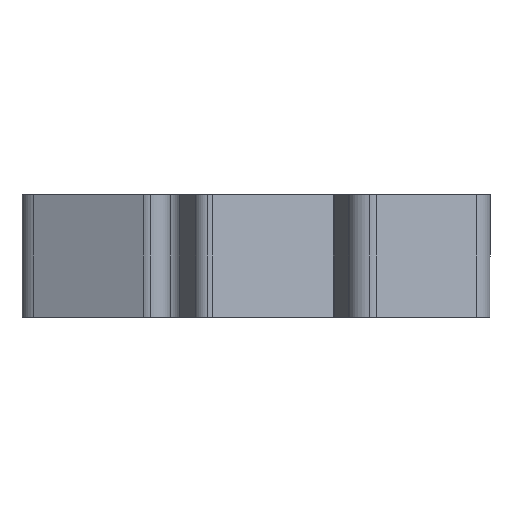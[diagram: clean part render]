
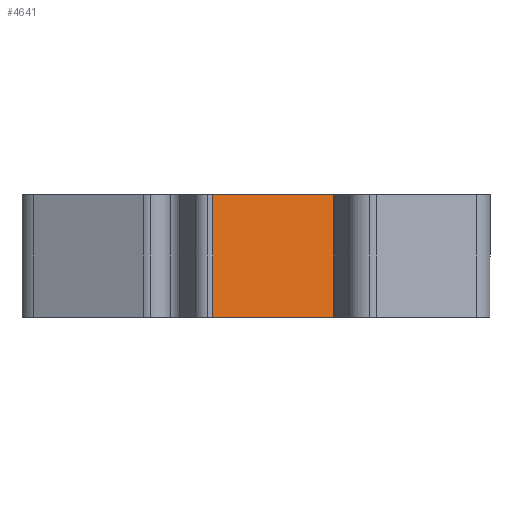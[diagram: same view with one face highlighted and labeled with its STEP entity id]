
A CAD part, left-side view. The second image highlights one B-rep face of the part: STEP entity #4641.
In plain terms, the highlighted planar face has unit normal (-0.932, -0.363, 0).
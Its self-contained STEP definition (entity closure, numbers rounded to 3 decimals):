
#14 = EDGE_CURVE ( 'NONE', #3118, #3667, #5172, .T. ) ;
#426 = CARTESIAN_POINT ( 'NONE',  ( -46.334, -18.034, 40. ) ) ;
#515 = EDGE_CURVE ( 'NONE', #3800, #2660, #3742, .T. ) ;
#774 = ORIENTED_EDGE ( 'NONE', *, *, #4357, .F. ) ;
#803 = CARTESIAN_POINT ( 'NONE',  ( -68.444, 38.771, 40. ) ) ;
#847 = DIRECTION ( 'NONE',  ( 0., 0., -1. ) ) ;
#916 = DIRECTION ( 'NONE',  ( -0.363, 0.932, 0. ) ) ;
#1517 = DIRECTION ( 'NONE',  ( 0.363, -0.932, 0. ) ) ;
#1748 = AXIS2_PLACEMENT_3D ( 'NONE', #426, #3343, #916 ) ;
#2044 = CARTESIAN_POINT ( 'NONE',  ( -48.468, -12.551, 0. ) ) ;
#2121 = DIRECTION ( 'NONE',  ( 0.363, -0.932, 0. ) ) ;
#2246 = DIRECTION ( 'NONE',  ( 0., 0., -1. ) ) ;
#2380 = EDGE_LOOP ( 'NONE', ( #3918, #774, #3085, #3985 ) ) ;
#2626 = VECTOR ( 'NONE', #2121, 1000. ) ;
#2660 = VERTEX_POINT ( 'NONE', #2044 ) ;
#2892 = CARTESIAN_POINT ( 'NONE',  ( -48.468, -12.551, 45. ) ) ;
#3085 = ORIENTED_EDGE ( 'NONE', *, *, #14, .F. ) ;
#3118 = VERTEX_POINT ( 'NONE', #3340 ) ;
#3218 = VECTOR ( 'NONE', #847, 1000. ) ;
#3272 = LINE ( 'NONE', #4905, #3218 ) ;
#3288 = PLANE ( 'NONE',  #1748 ) ;
#3331 = CARTESIAN_POINT ( 'NONE',  ( -46.334, -18.034, 0. ) ) ;
#3340 = CARTESIAN_POINT ( 'NONE',  ( -68.444, 38.771, 45. ) ) ;
#3343 = DIRECTION ( 'NONE',  ( 0.932, 0.363, 0. ) ) ;
#3667 = VERTEX_POINT ( 'NONE', #2892 ) ;
#3742 = LINE ( 'NONE', #3331, #2626 ) ;
#3800 = VERTEX_POINT ( 'NONE', #3810 ) ;
#3810 = CARTESIAN_POINT ( 'NONE',  ( -68.444, 38.771, 0. ) ) ;
#3918 = ORIENTED_EDGE ( 'NONE', *, *, #515, .T. ) ;
#3985 = ORIENTED_EDGE ( 'NONE', *, *, #4632, .T. ) ;
#4046 = LINE ( 'NONE', #803, #4227 ) ;
#4227 = VECTOR ( 'NONE', #2246, 1000. ) ;
#4333 = CARTESIAN_POINT ( 'NONE',  ( -68.444, 38.771, 45. ) ) ;
#4357 = EDGE_CURVE ( 'NONE', #3667, #2660, #3272, .T. ) ;
#4501 = VECTOR ( 'NONE', #1517, 1000. ) ;
#4632 = EDGE_CURVE ( 'NONE', #3118, #3800, #4046, .T. ) ;
#4641 = ADVANCED_FACE ( 'NONE', ( #4893 ), #3288, .F. ) ;
#4893 = FACE_OUTER_BOUND ( 'NONE', #2380, .T. ) ;
#4905 = CARTESIAN_POINT ( 'NONE',  ( -48.468, -12.551, 40. ) ) ;
#5172 = LINE ( 'NONE', #4333, #4501 ) ;
